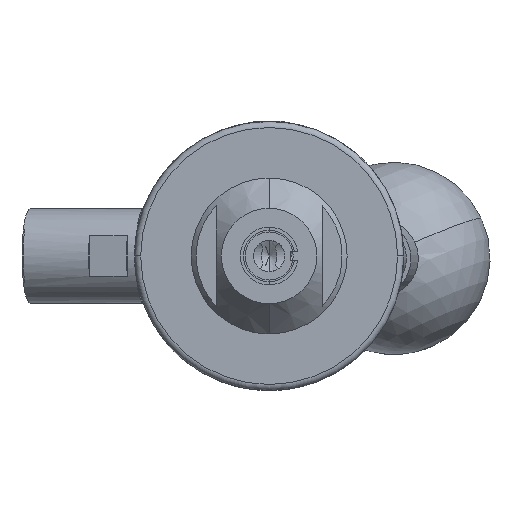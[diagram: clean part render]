
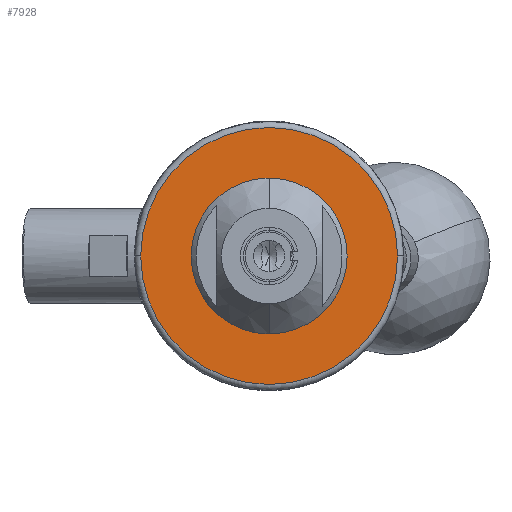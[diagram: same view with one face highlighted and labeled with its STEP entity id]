
A CAD part, left-side view. The second image highlights one B-rep face of the part: STEP entity #7928.
In plain terms, the highlighted planar face has unit normal (-1, 0, 0).
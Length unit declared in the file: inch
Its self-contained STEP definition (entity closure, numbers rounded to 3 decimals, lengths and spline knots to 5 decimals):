
#453 = EDGE_CURVE ( 'NONE', #14065, #12193, #1869, .T. ) ;
#1113 = FACE_BOUND ( 'NONE', #15485, .T. ) ;
#1786 = EDGE_CURVE ( 'NONE', #12193, #14065, #6736, .T. ) ;
#1869 = CIRCLE ( 'NONE', #10707, 0.835 ) ;
#1891 = EDGE_LOOP ( 'NONE', ( #6674, #9298 ) ) ;
#2264 = CIRCLE ( 'NONE', #11061, 0.1985 ) ;
#2697 = AXIS2_PLACEMENT_3D ( 'NONE', #7169, #11962, #5985 ) ;
#2701 = DIRECTION ( 'NONE',  ( -1., 0., 0. ) ) ;
#2913 = DIRECTION ( 'NONE',  ( 0., 0., -1. ) ) ;
#3135 = CARTESIAN_POINT ( 'NONE',  ( -3.907, 0.835, 0. ) ) ;
#3694 = CARTESIAN_POINT ( 'NONE',  ( -3.907, 0., 0.1985 ) ) ;
#5883 = DIRECTION ( 'NONE',  ( 0., -1., 0. ) ) ;
#5985 = DIRECTION ( 'NONE',  ( 0., -1., 0. ) ) ;
#6054 = ORIENTED_EDGE ( 'NONE', *, *, #7369, .F. ) ;
#6088 = CARTESIAN_POINT ( 'NONE',  ( -3.907, 0., 0. ) ) ;
#6158 = DIRECTION ( 'NONE',  ( 0., 0., -1. ) ) ;
#6674 = ORIENTED_EDGE ( 'NONE', *, *, #453, .T. ) ;
#6736 = CIRCLE ( 'NONE', #2697, 0.835 ) ;
#7169 = CARTESIAN_POINT ( 'NONE',  ( -3.907, 0., 0. ) ) ;
#7369 = EDGE_CURVE ( 'NONE', #12621, #14395, #10912, .T. ) ;
#7626 = AXIS2_PLACEMENT_3D ( 'NONE', #6088, #2701, #6158 ) ;
#7928 = ADVANCED_FACE ( 'NONE', ( #1113, #10600 ), #9688, .F. ) ;
#8169 = DIRECTION ( 'NONE',  ( -1., 0., 0. ) ) ;
#9298 = ORIENTED_EDGE ( 'NONE', *, *, #1786, .T. ) ;
#9387 = CARTESIAN_POINT ( 'NONE',  ( -3.907, -0.875, 0. ) ) ;
#9688 = PLANE ( 'NONE',  #15039 ) ;
#10600 = FACE_OUTER_BOUND ( 'NONE', #1891, .T. ) ;
#10707 = AXIS2_PLACEMENT_3D ( 'NONE', #14162, #8169, #11800 ) ;
#10912 = CIRCLE ( 'NONE', #7626, 0.1985 ) ;
#11061 = AXIS2_PLACEMENT_3D ( 'NONE', #14652, #14817, #2913 ) ;
#11140 = EDGE_CURVE ( 'NONE', #14395, #12621, #2264, .T. ) ;
#11800 = DIRECTION ( 'NONE',  ( 0., -1., 0. ) ) ;
#11962 = DIRECTION ( 'NONE',  ( -1., 0., 0. ) ) ;
#12193 = VERTEX_POINT ( 'NONE', #3135 ) ;
#12618 = CARTESIAN_POINT ( 'NONE',  ( -3.907, 0., -0.1985 ) ) ;
#12621 = VERTEX_POINT ( 'NONE', #12618 ) ;
#13099 = ORIENTED_EDGE ( 'NONE', *, *, #11140, .F. ) ;
#14065 = VERTEX_POINT ( 'NONE', #15523 ) ;
#14162 = CARTESIAN_POINT ( 'NONE',  ( -3.907, 0., 0. ) ) ;
#14395 = VERTEX_POINT ( 'NONE', #3694 ) ;
#14530 = DIRECTION ( 'NONE',  ( 1., 0., 0. ) ) ;
#14652 = CARTESIAN_POINT ( 'NONE',  ( -3.907, 0., 0. ) ) ;
#14817 = DIRECTION ( 'NONE',  ( -1., 0., 0. ) ) ;
#15039 = AXIS2_PLACEMENT_3D ( 'NONE', #9387, #14530, #5883 ) ;
#15485 = EDGE_LOOP ( 'NONE', ( #6054, #13099 ) ) ;
#15523 = CARTESIAN_POINT ( 'NONE',  ( -3.907, -0.835, 0. ) ) ;
